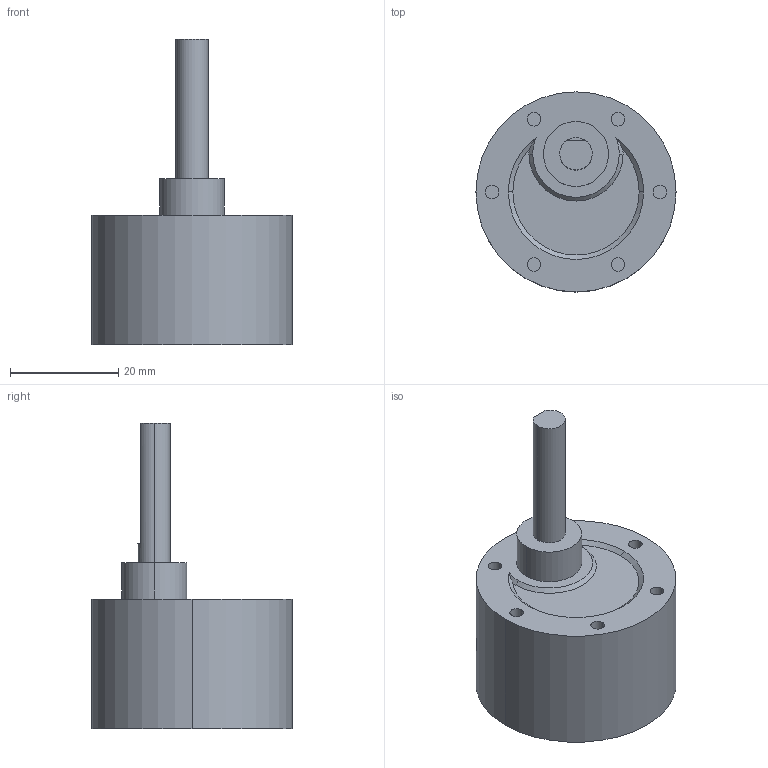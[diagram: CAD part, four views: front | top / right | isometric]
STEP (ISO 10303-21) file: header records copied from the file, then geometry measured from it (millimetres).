
FILE_DESCRIPTION (( 'STEP AP214' ), '1' );
FILE_NAME ('am-3105 NR 20 GearBox.STEP', '2015-09-25T17:58:57', ( '' ), ( '' ), 'SwSTEP 2.0', 'SolidWorks 2014', '' );
FILE_SCHEMA (( 'AUTOMOTIVE_DESIGN' ));
Length unit declared in the file: millimetre
Products named in the file (1): am-3105 NR 20 GearBox
Bounding box: 37 x 37 x 56.52 mm (x, y, z)
Volume: 26967.2 mm3; surface area: 5863.6 mm2
Topology: 1 solids, 1 shells, 37 faces, 78 edges, 52 vertices
Faces by surface type: cylinder 18, plane 13, cone 6
Entity records: 1456 total; most frequent: DIRECTION 202, CARTESIAN_POINT 176, ORIENTED_EDGE 156, AXIS2_PLACEMENT_3D 88, EDGE_CURVE 78, VERTEX_POINT 52, CIRCLE 50, EDGE_LOOP 46
